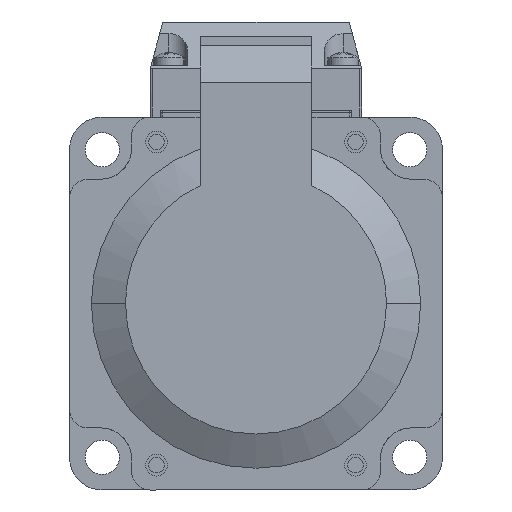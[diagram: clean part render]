
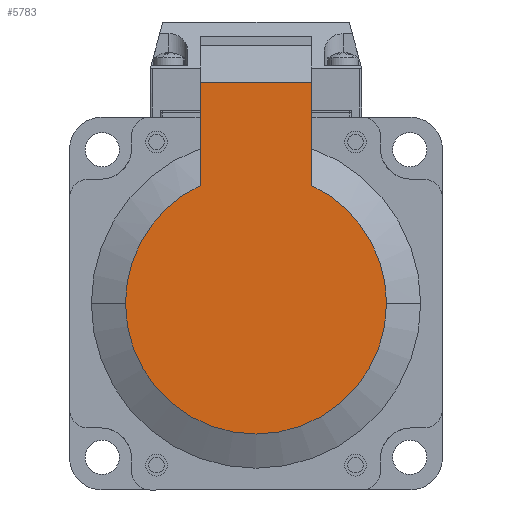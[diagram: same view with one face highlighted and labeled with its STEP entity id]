
A CAD part, left-side view. The second image highlights one B-rep face of the part: STEP entity #5783.
In plain terms, the highlighted planar face has unit normal (-1, 0, 0).
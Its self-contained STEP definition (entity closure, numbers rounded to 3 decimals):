
#124 = CARTESIAN_POINT ( 'NONE',  ( -58.5, 21., 0. ) ) ;
#649 = VERTEX_POINT ( 'NONE', #4466 ) ;
#916 = CIRCLE ( 'NONE', #11194, 21. ) ;
#1086 = EDGE_CURVE ( 'NONE', #649, #11169, #13501, .T. ) ;
#1523 = DIRECTION ( 'NONE',  ( 0., 1., 0. ) ) ;
#2152 = VECTOR ( 'NONE', #7988, 1000. ) ;
#2205 = AXIS2_PLACEMENT_3D ( 'NONE', #2714, #4036, #5339 ) ;
#2352 = CARTESIAN_POINT ( 'NONE',  ( -58.5, 0., 0. ) ) ;
#2529 = ORIENTED_EDGE ( 'NONE', *, *, #16592, .F. ) ;
#2635 = DIRECTION ( 'NONE',  ( 0., 1., 0. ) ) ;
#2714 = CARTESIAN_POINT ( 'NONE',  ( -58.5, 0., 0. ) ) ;
#2732 = CARTESIAN_POINT ( 'NONE',  ( -58.5, -9., 35.583 ) ) ;
#2959 = DIRECTION ( 'NONE',  ( -1., 0., 0. ) ) ;
#3604 = CARTESIAN_POINT ( 'NONE',  ( -58.5, 9., 35.583 ) ) ;
#3787 = CARTESIAN_POINT ( 'NONE',  ( -58.5, -9., 18.974 ) ) ;
#4036 = DIRECTION ( 'NONE',  ( -1., 0., 0. ) ) ;
#4052 = PLANE ( 'NONE',  #6476 ) ;
#4466 = CARTESIAN_POINT ( 'NONE',  ( -58.5, 9., 35.583 ) ) ;
#4535 = VERTEX_POINT ( 'NONE', #3787 ) ;
#4752 = VERTEX_POINT ( 'NONE', #7000 ) ;
#4916 = DIRECTION ( 'NONE',  ( 0., -1., 0. ) ) ;
#5214 = CARTESIAN_POINT ( 'NONE',  ( -58.5, 9., 35.583 ) ) ;
#5339 = DIRECTION ( 'NONE',  ( 0., 1., 0. ) ) ;
#5783 = ADVANCED_FACE ( 'NONE', ( #12813 ), #4052, .T. ) ;
#6443 = CARTESIAN_POINT ( 'NONE',  ( -58.5, 21., 0. ) ) ;
#6476 = AXIS2_PLACEMENT_3D ( 'NONE', #124, #2959, #1523 ) ;
#6477 = CARTESIAN_POINT ( 'NONE',  ( -58.5, -21., 0. ) ) ;
#6575 = ORIENTED_EDGE ( 'NONE', *, *, #1086, .F. ) ;
#6645 = DIRECTION ( 'NONE',  ( 0., 0., 1. ) ) ;
#6850 = CIRCLE ( 'NONE', #2205, 21. ) ;
#7000 = CARTESIAN_POINT ( 'NONE',  ( -58.5, 9., 18.974 ) ) ;
#7077 = ORIENTED_EDGE ( 'NONE', *, *, #7501, .T. ) ;
#7101 = EDGE_CURVE ( 'NONE', #15518, #12212, #6850, .T. ) ;
#7377 = ORIENTED_EDGE ( 'NONE', *, *, #7101, .T. ) ;
#7501 = EDGE_CURVE ( 'NONE', #12212, #4535, #916, .T. ) ;
#7988 = DIRECTION ( 'NONE',  ( 0., 0., 1. ) ) ;
#8918 = DIRECTION ( 'NONE',  ( -1., 0., 0. ) ) ;
#9932 = ORIENTED_EDGE ( 'NONE', *, *, #13791, .T. ) ;
#11169 = VERTEX_POINT ( 'NONE', #14403 ) ;
#11194 = AXIS2_PLACEMENT_3D ( 'NONE', #13338, #14637, #2635 ) ;
#12148 = LINE ( 'NONE', #5214, #15419 ) ;
#12212 = VERTEX_POINT ( 'NONE', #6477 ) ;
#12813 = FACE_OUTER_BOUND ( 'NONE', #13098, .T. ) ;
#13098 = EDGE_LOOP ( 'NONE', ( #2529, #9932, #7377, #7077, #14964, #6575 ) ) ;
#13338 = CARTESIAN_POINT ( 'NONE',  ( -58.5, 0., 0. ) ) ;
#13501 = LINE ( 'NONE', #3604, #16332 ) ;
#13791 = EDGE_CURVE ( 'NONE', #4752, #15518, #14499, .T. ) ;
#14403 = CARTESIAN_POINT ( 'NONE',  ( -58.5, -9., 35.583 ) ) ;
#14499 = CIRCLE ( 'NONE', #15775, 21. ) ;
#14637 = DIRECTION ( 'NONE',  ( -1., 0., 0. ) ) ;
#14964 = ORIENTED_EDGE ( 'NONE', *, *, #15598, .T. ) ;
#15419 = VECTOR ( 'NONE', #6645, 1000. ) ;
#15518 = VERTEX_POINT ( 'NONE', #6443 ) ;
#15598 = EDGE_CURVE ( 'NONE', #4535, #11169, #16469, .T. ) ;
#15775 = AXIS2_PLACEMENT_3D ( 'NONE', #2352, #8918, #16804 ) ;
#16332 = VECTOR ( 'NONE', #4916, 1000. ) ;
#16469 = LINE ( 'NONE', #2732, #2152 ) ;
#16592 = EDGE_CURVE ( 'NONE', #4752, #649, #12148, .T. ) ;
#16804 = DIRECTION ( 'NONE',  ( 0., 1., 0. ) ) ;
